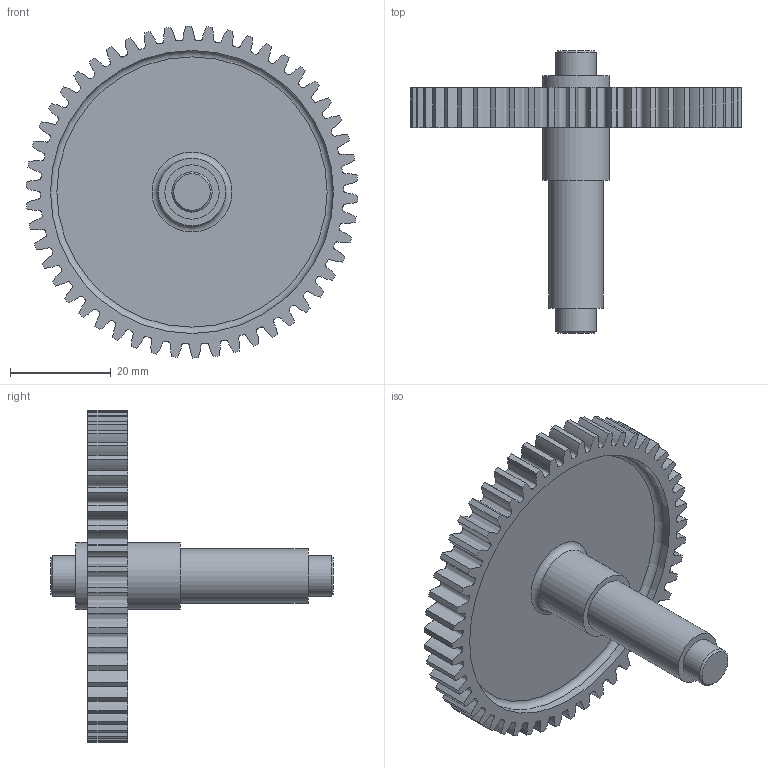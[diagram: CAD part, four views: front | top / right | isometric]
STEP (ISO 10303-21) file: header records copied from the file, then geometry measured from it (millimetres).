
FILE_DESCRIPTION(/* description */ (''),/* implementation_level */ '2;1');
FILE_NAME(/* name */ 'Drive_Colum_mk4i.stp',/* time_stamp */ '2023-05-13T12:20:04-05:00',/* author */ ('FIRSTMentor'),/* organization */ (''),/* preprocessor_version */ 'ST-DEVELOPER v19.2',/* originating_system */ 'Autodesk Inventor 2024',/* authorisation */ '');
FILE_SCHEMA (('AUTOMOTIVE_DESIGN { 1 0 10303 214 3 1 1 }'));
Length unit declared in the file: inch
Products named in the file (1): Drive_Colum_mk4i
Bounding box: 66.02 x 56.18 x 66.04 mm (x, y, z)
Volume: 16720 mm3; surface area: 12240.7 mm2
Topology: 1 solids, 1 shells, 146 faces, 390 edges, 259 vertices
Faces by surface type: cylinder 63, bspline 50, plane 27, torus 4, cone 2
Full cylindrical faces by diameter (mm): 8 x2, 10.795 x1, 13.36 x2, 56.286 x2
Entity records: 19298 total; most frequent: CARTESIAN_POINT 15646, ORIENTED_EDGE 780, DIRECTION 623, EDGE_CURVE 390, VERTEX_POINT 259, AXIS2_PLACEMENT_3D 236, EDGE_LOOP 159, LINE 151
